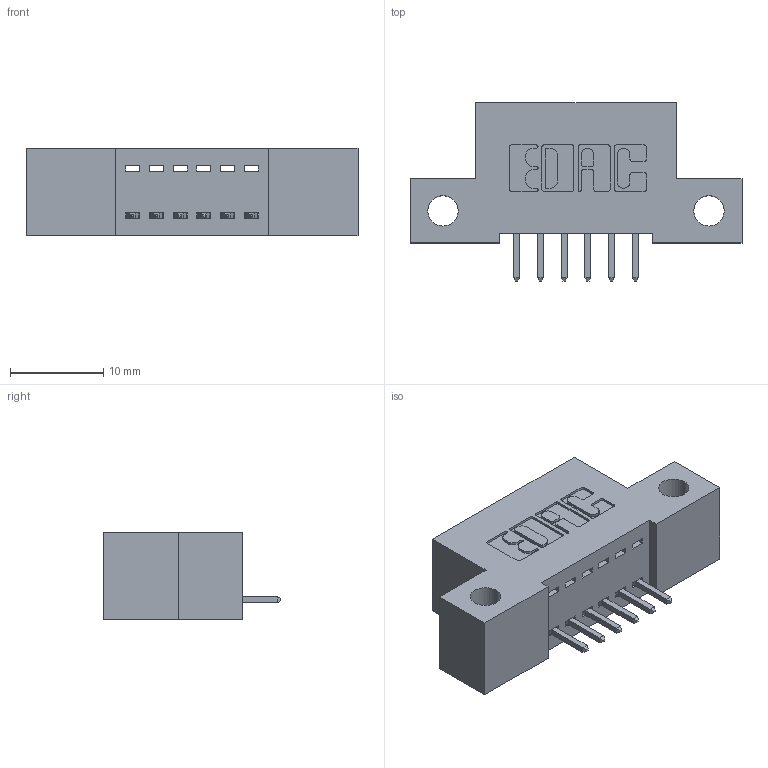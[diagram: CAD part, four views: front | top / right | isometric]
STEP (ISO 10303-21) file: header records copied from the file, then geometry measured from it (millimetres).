
FILE_DESCRIPTION (( 'STEP AP203' ), '1' );
FILE_NAME ('392-006-521-112.STEP', '2019-10-04T23:01:23', ( '' ), ( '' ), 'SwSTEP 2.0', 'SolidWorks 2016', '' );
FILE_SCHEMA (( 'CONFIG_CONTROL_DESIGN' ));
Length unit declared in the file: inch
Products named in the file (3): 342 Part_Side Mount; 392-006-521-112; 345-292-001_345-293-121
Assembly tree (7 placements, depth 2):
  392-006-521-112
    342 Part_Side Mount
    345-292-001_345-293-121  x6
Bounding box: 35.56 x 19.06 x 9.4 mm (x, y, z)
Volume: 2894.3 mm3; surface area: 3349.4 mm2
Topology: 7 solids, 7 shells, 458 faces, 1355 edges, 894 vertices
Faces by surface type: plane 318, cylinder 140
Entity records: 8213 total; most frequent: CARTESIAN_POINT 1428, ORIENTED_EDGE 1370, DIRECTION 1277, EDGE_CURVE 685, LINE 557, VECTOR 557, VERTEX_POINT 454, AXIS2_PLACEMENT_3D 360
